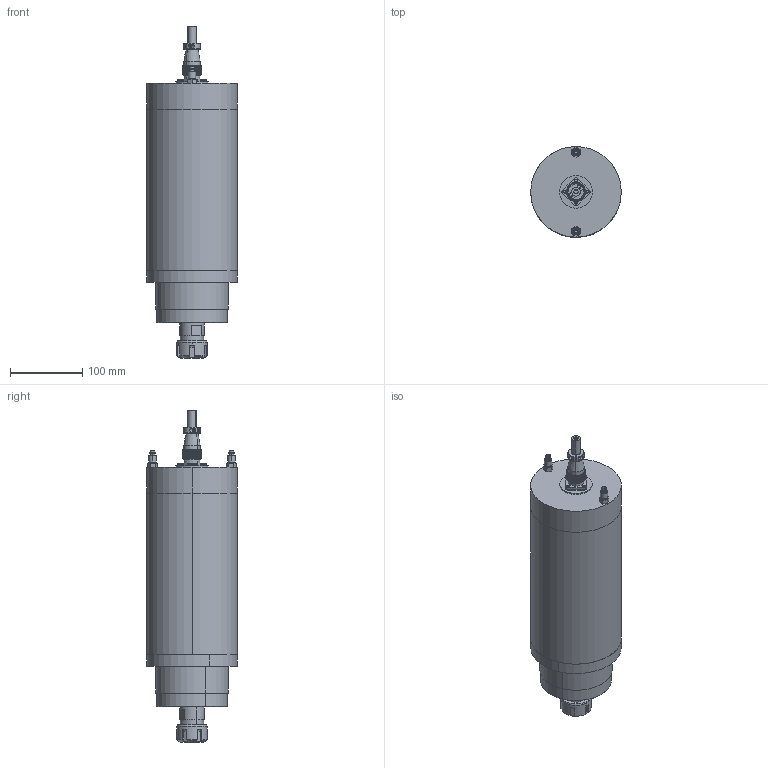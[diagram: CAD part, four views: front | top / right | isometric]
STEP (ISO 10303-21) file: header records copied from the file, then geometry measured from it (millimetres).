
FILE_DESCRIPTION (( 'STEP AP214' ), '1' );
FILE_NAME ('GDK125-12-24Z-4.0-8.0-2P.STEP', '2024-07-26T06:55:29', ( '00' ), ( '' ), 'SwSTEP 2.0', 'SolidWorks 2018', '' );
FILE_SCHEMA (( 'AUTOMOTIVE_DESIGN' ));
Length unit declared in the file: millimetre
Products named in the file (13): WS20瑤脣芛; ER25-6 粟俶芠標_1; WS20瑤脣; WS20瑤脣釱; GDK125-12-24Z-4.0-8.0堤盄釱; GBT823_M3℅10; 阨郲30.5ㄗM8ㄘ; GDK125-12-24Z-4.0-8.0粣芛; GDK125-12-24Z-4.0-8.0粣創釱; GDK125-12-24Z-4.0-8.0滅鳥欶; GDK125-12-24Z-4.0-8.0儂褲223; GDK125-12-24Z-4.0-8.0-2P; ER25蹟簽_1
Assembly tree (14 placements, depth 3):
  GDK125-12-24Z-4.0-8.0-2P
    GDK125-12-24Z-4.0-8.0儂褲223
    GDK125-12-24Z-4.0-8.0堤盄釱
    GDK125-12-24Z-4.0-8.0粣創釱
    GDK125-12-24Z-4.0-8.0滅鳥欶
    GDK125-12-24Z-4.0-8.0粣芛
    ER25-6 粟俶芠標_1
    ER25蹟簽_1
    阨郲30.5ㄗM8ㄘ  x2
    WS20瑤脣
      WS20瑤脣釱
      WS20瑤脣芛
      GBT823_M3℅10  x2
Bounding box: 125 x 125 x 458.3 mm (x, y, z)
Volume: 3866253.8 mm3; surface area: 255630.3 mm2
Topology: 18 solids, 18 shells, 3216 faces, 7968 edges, 5255 vertices
Faces by surface type: plane 1331, cone 1035, cylinder 808, torus 21, sphere 12, bspline 9
Entity records: 101561 total; most frequent: CARTESIAN_POINT 24797, ORIENTED_EDGE 15648, DIRECTION 14648, EDGE_CURVE 7824, AXIS2_PLACEMENT_3D 5936, VERTEX_POINT 5185, EDGE_LOOP 3695, FACE_OUTER_BOUND 3163
